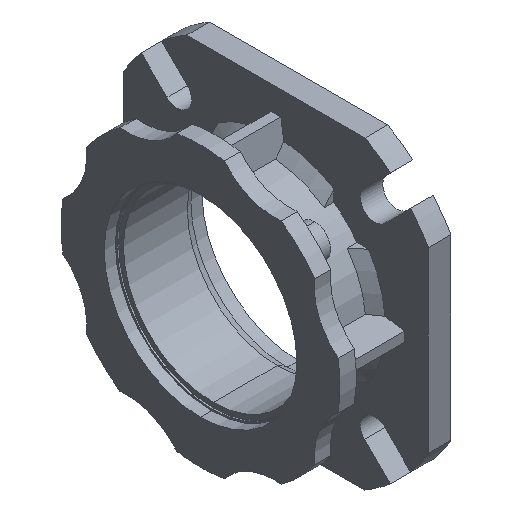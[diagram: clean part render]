
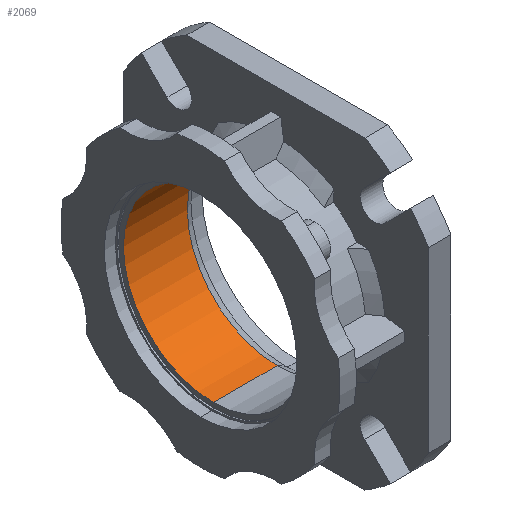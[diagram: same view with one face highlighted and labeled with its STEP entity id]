
A CAD part, isometric view. The second image highlights one B-rep face of the part: STEP entity #2069.
In plain terms, the highlighted cylindrical face has radius 28 mm (diameter 56 mm), a partial arc.
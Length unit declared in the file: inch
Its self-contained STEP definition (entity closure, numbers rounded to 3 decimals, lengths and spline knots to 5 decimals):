
#15 = LINE ( 'NONE', #3943, #3272 ) ;
#196 = CARTESIAN_POINT ( 'NONE',  ( 0.15748, 0., 0. ) ) ;
#425 = EDGE_CURVE ( 'NONE', #2008, #3526, #3978, .T. ) ;
#557 = DIRECTION ( 'NONE',  ( 0., 0., 1. ) ) ;
#660 = ORIENTED_EDGE ( 'NONE', *, *, #3284, .F. ) ;
#694 = EDGE_CURVE ( 'NONE', #3526, #3897, #1724, .T. ) ;
#703 = EDGE_CURVE ( 'NONE', #958, #2008, #895, .T. ) ;
#895 = CIRCLE ( 'NONE', #2088, 1.10236 ) ;
#935 = CARTESIAN_POINT ( 'NONE',  ( 1.20079, 0., 0. ) ) ;
#958 = VERTEX_POINT ( 'NONE', #3035 ) ;
#1147 = ORIENTED_EDGE ( 'NONE', *, *, #703, .T. ) ;
#1204 = DIRECTION ( 'NONE',  ( 1., 0., 0. ) ) ;
#1210 = DIRECTION ( 'NONE',  ( -1., 0., 0. ) ) ;
#1632 = CARTESIAN_POINT ( 'NONE',  ( 0.15748, 0., 1.10236 ) ) ;
#1711 = FACE_OUTER_BOUND ( 'NONE', #2755, .T. ) ;
#1724 = CIRCLE ( 'NONE', #2223, 1.10236 ) ;
#1832 = ORIENTED_EDGE ( 'NONE', *, *, #425, .T. ) ;
#2008 = VERTEX_POINT ( 'NONE', #2759 ) ;
#2069 = ADVANCED_FACE ( 'NONE', ( #1711 ), #4074, .F. ) ;
#2088 = AXIS2_PLACEMENT_3D ( 'NONE', #3039, #1204, #3351 ) ;
#2223 = AXIS2_PLACEMENT_3D ( 'NONE', #196, #2420, #557 ) ;
#2247 = VECTOR ( 'NONE', #2920, 39.37008 ) ;
#2420 = DIRECTION ( 'NONE',  ( -1., 0., 0. ) ) ;
#2755 = EDGE_LOOP ( 'NONE', ( #660, #1147, #1832, #3372 ) ) ;
#2759 = CARTESIAN_POINT ( 'NONE',  ( 0.94094, 0., 1.10236 ) ) ;
#2920 = DIRECTION ( 'NONE',  ( -1., 0., 0. ) ) ;
#3001 = DIRECTION ( 'NONE',  ( -1., 0., 0. ) ) ;
#3035 = CARTESIAN_POINT ( 'NONE',  ( 0.94094, 0., -1.10236 ) ) ;
#3039 = CARTESIAN_POINT ( 'NONE',  ( 0.94094, 0., 0. ) ) ;
#3067 = DIRECTION ( 'NONE',  ( 0., 0., 1. ) ) ;
#3184 = AXIS2_PLACEMENT_3D ( 'NONE', #935, #1210, #3067 ) ;
#3272 = VECTOR ( 'NONE', #3001, 39.37008 ) ;
#3284 = EDGE_CURVE ( 'NONE', #958, #3897, #15, .T. ) ;
#3351 = DIRECTION ( 'NONE',  ( 0., 0., 1. ) ) ;
#3372 = ORIENTED_EDGE ( 'NONE', *, *, #694, .T. ) ;
#3526 = VERTEX_POINT ( 'NONE', #1632 ) ;
#3546 = CARTESIAN_POINT ( 'NONE',  ( 1.20079, 0., 1.10236 ) ) ;
#3733 = CARTESIAN_POINT ( 'NONE',  ( 0.15748, 0., -1.10236 ) ) ;
#3897 = VERTEX_POINT ( 'NONE', #3733 ) ;
#3943 = CARTESIAN_POINT ( 'NONE',  ( 1.20079, 0., -1.10236 ) ) ;
#3978 = LINE ( 'NONE', #3546, #2247 ) ;
#4074 = CYLINDRICAL_SURFACE ( 'NONE', #3184, 1.10236 ) ;
